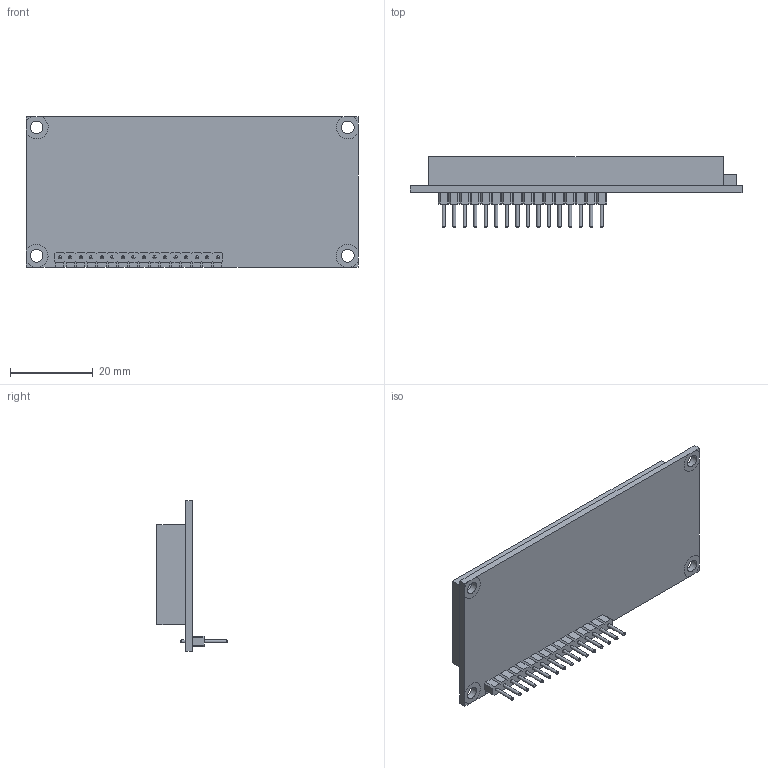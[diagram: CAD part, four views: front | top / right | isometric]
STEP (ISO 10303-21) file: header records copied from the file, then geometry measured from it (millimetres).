
FILE_DESCRIPTION(/* description */ (''),/* implementation_level */ '2;1');
FILE_NAME(/* name */ '1602A - LCD w Header Pins.stp',/* time_stamp */ '2019-08-30T16:15:44-04:00',/* author */ ('s.ritter'),/* organization */ (''),/* preprocessor_version */ 'ST-DEVELOPER v16.13',/* originating_system */ 'Autodesk Inventor 2018',/* authorisation */ '');
FILE_SCHEMA (('AUTOMOTIVE_DESIGN { 1 0 10303 214 3 1 1 }'));
Length unit declared in the file: inch
Products named in the file (3): 1602A - LCD w Header Pins; 1602A - 16x2 LCD; 16pin, Single Row, Male, Header, 0.1in pitch
Assembly tree (2 placements, depth 2):
  1602A - LCD w Header Pins
    1602A - 16x2 LCD
    16pin, Single Row, Male, Header, 0.1in pitch
Bounding box: 80.06 x 16.97 x 36.27 mm (x, y, z)
Volume: 16342.3 mm3; surface area: 8470.8 mm2
Topology: 2 solids, 2 shells, 284 faces, 854 edges, 608 vertices
Faces by surface type: plane 200, cylinder 52, bspline 32
Full cylindrical faces by diameter (mm): 0.762 x32, 1.27 x16, 3.048 x4
Entity records: 10395 total; most frequent: CARTESIAN_POINT 2555, ORIENTED_EDGE 1564, DIRECTION 1512, EDGE_CURVE 782, VERTEX_POINT 588, AXIS2_PLACEMENT_3D 505, LINE 502, VECTOR 502
